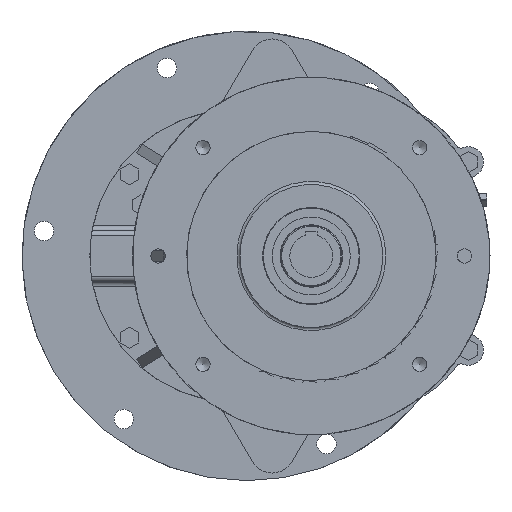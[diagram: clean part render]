
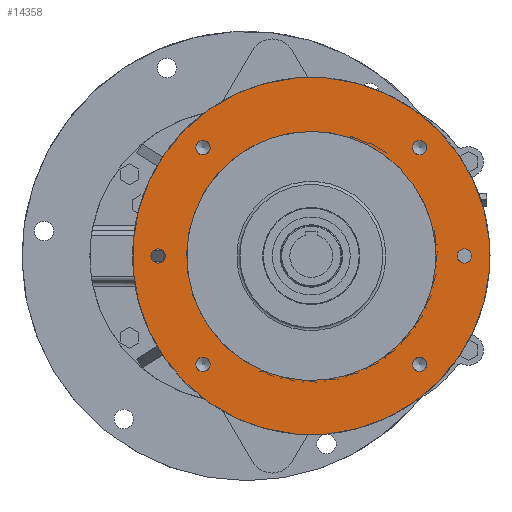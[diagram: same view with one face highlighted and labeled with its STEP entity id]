
A CAD part, left-side view. The second image highlights one B-rep face of the part: STEP entity #14358.
In plain terms, the highlighted planar face has unit normal (-1, 0, 0).
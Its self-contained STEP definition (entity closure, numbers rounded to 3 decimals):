
#652 = AXIS2_PLACEMENT_3D ( 'NONE', #2206, #1612, #15847 ) ;
#670 = EDGE_LOOP ( 'NONE', ( #14720 ) ) ;
#1612 = DIRECTION ( 'NONE',  ( -1., 0., 0. ) ) ;
#1687 = DIRECTION ( 'NONE',  ( -1., 0., 0. ) ) ;
#1811 = CIRCLE ( 'NONE', #4279, 7. ) ;
#1990 = FACE_OUTER_BOUND ( 'NONE', #4316, .T. ) ;
#2206 = CARTESIAN_POINT ( 'NONE',  ( -379.5, -169.341, 106.066 ) ) ;
#2394 = EDGE_LOOP ( 'NONE', ( #25290 ) ) ;
#2943 = DIRECTION ( 'NONE',  ( 0., -0.707, 0.707 ) ) ;
#3409 = CARTESIAN_POINT ( 'NONE',  ( -379.5, -174.291, -101.116 ) ) ;
#3689 = ORIENTED_EDGE ( 'NONE', *, *, #25324, .F. ) ;
#4059 = AXIS2_PLACEMENT_3D ( 'NONE', #17363, #24460, #2943 ) ;
#4112 = ORIENTED_EDGE ( 'NONE', *, *, #8339, .F. ) ;
#4279 = AXIS2_PLACEMENT_3D ( 'NONE', #12991, #1687, #29540 ) ;
#4316 = EDGE_LOOP ( 'NONE', ( #20809 ) ) ;
#4590 = VERTEX_POINT ( 'NONE', #15791 ) ;
#5335 = VERTEX_POINT ( 'NONE', #19615 ) ;
#5380 = AXIS2_PLACEMENT_3D ( 'NONE', #6949, #7555, #19044 ) ;
#5567 = VERTEX_POINT ( 'NONE', #20295 ) ;
#5924 = DIRECTION ( 'NONE',  ( -1., 0., 0. ) ) ;
#6063 = EDGE_LOOP ( 'NONE', ( #4112 ) ) ;
#6511 = CIRCLE ( 'NONE', #12438, 175. ) ;
#6708 = AXIS2_PLACEMENT_3D ( 'NONE', #13740, #18562, #13905 ) ;
#6773 = DIRECTION ( 'NONE',  ( -1., 0., 0. ) ) ;
#6949 = CARTESIAN_POINT ( 'NONE',  ( -379.5, -63.275, 0. ) ) ;
#7186 = CARTESIAN_POINT ( 'NONE',  ( -379.5, 37.841, 111.016 ) ) ;
#7294 = DIRECTION ( 'NONE',  ( -1., 0., 0. ) ) ;
#7399 = DIRECTION ( 'NONE',  ( 0., -0.707, 0.707 ) ) ;
#7555 = DIRECTION ( 'NONE',  ( -1., 0., 0. ) ) ;
#8339 = EDGE_CURVE ( 'NONE', #29249, #29249, #1811, .T. ) ;
#8374 = CIRCLE ( 'NONE', #10349, 7. ) ;
#9103 = CARTESIAN_POINT ( 'NONE',  ( -379.5, -213.275, 0. ) ) ;
#9326 = CARTESIAN_POINT ( 'NONE',  ( -379.5, 86.725, 0. ) ) ;
#9367 = VERTEX_POINT ( 'NONE', #25077 ) ;
#10307 = VERTEX_POINT ( 'NONE', #14934 ) ;
#10349 = AXIS2_PLACEMENT_3D ( 'NONE', #28616, #19363, #7399 ) ;
#10459 = VERTEX_POINT ( 'NONE', #29016 ) ;
#11435 = FACE_BOUND ( 'NONE', #670, .T. ) ;
#12438 = AXIS2_PLACEMENT_3D ( 'NONE', #18329, #5924, #13348 ) ;
#12841 = EDGE_CURVE ( 'NONE', #5567, #5567, #20480, .T. ) ;
#12991 = CARTESIAN_POINT ( 'NONE',  ( -379.5, -169.341, -106.066 ) ) ;
#13270 = EDGE_LOOP ( 'NONE', ( #3689 ) ) ;
#13348 = DIRECTION ( 'NONE',  ( 0., -0.707, 0.707 ) ) ;
#13428 = CIRCLE ( 'NONE', #4059, 7. ) ;
#13740 = CARTESIAN_POINT ( 'NONE',  ( -379.5, -187.019, -123.744 ) ) ;
#13905 = DIRECTION ( 'NONE',  ( 0., -0.707, 0.707 ) ) ;
#14358 = ADVANCED_FACE ( 'NONE', ( #25502, #23356, #23035, #16231, #25650, #20911, #1990, #11435 ), #30165, .T. ) ;
#14378 = EDGE_CURVE ( 'NONE', #9367, #9367, #24497, .T. ) ;
#14720 = ORIENTED_EDGE ( 'NONE', *, *, #26962, .F. ) ;
#14934 = CARTESIAN_POINT ( 'NONE',  ( -379.5, -63.275, 122. ) ) ;
#15372 = EDGE_LOOP ( 'NONE', ( #25859 ) ) ;
#15791 = CARTESIAN_POINT ( 'NONE',  ( -379.5, -187.019, 123.744 ) ) ;
#15792 = CIRCLE ( 'NONE', #5380, 122. ) ;
#15847 = DIRECTION ( 'NONE',  ( 0., -0.707, 0.707 ) ) ;
#16231 = FACE_BOUND ( 'NONE', #25376, .T. ) ;
#16398 = DIRECTION ( 'NONE',  ( 0., -0.707, 0.707 ) ) ;
#17363 = CARTESIAN_POINT ( 'NONE',  ( -379.5, 42.791, 106.066 ) ) ;
#18329 = CARTESIAN_POINT ( 'NONE',  ( -379.5, -63.275, 0. ) ) ;
#18562 = DIRECTION ( 'NONE',  ( -1., 0., 0. ) ) ;
#18943 = DIRECTION ( 'NONE',  ( 0., -0.707, 0.707 ) ) ;
#19044 = DIRECTION ( 'NONE',  ( 0., 0., 1. ) ) ;
#19363 = DIRECTION ( 'NONE',  ( -1., 0., 0. ) ) ;
#19615 = CARTESIAN_POINT ( 'NONE',  ( -379.5, 37.841, -101.116 ) ) ;
#20295 = CARTESIAN_POINT ( 'NONE',  ( -379.5, 81.775, 4.95 ) ) ;
#20480 = CIRCLE ( 'NONE', #29348, 7. ) ;
#20809 = ORIENTED_EDGE ( 'NONE', *, *, #21077, .T. ) ;
#20911 = FACE_BOUND ( 'NONE', #2394, .T. ) ;
#21077 = EDGE_CURVE ( 'NONE', #4590, #4590, #6511, .T. ) ;
#22267 = EDGE_LOOP ( 'NONE', ( #28927 ) ) ;
#23035 = FACE_BOUND ( 'NONE', #15372, .T. ) ;
#23356 = FACE_BOUND ( 'NONE', #6063, .T. ) ;
#23934 = ORIENTED_EDGE ( 'NONE', *, *, #14378, .F. ) ;
#24460 = DIRECTION ( 'NONE',  ( -1., 0., 0. ) ) ;
#24463 = EDGE_CURVE ( 'NONE', #28559, #28559, #13428, .T. ) ;
#24497 = CIRCLE ( 'NONE', #27968, 7. ) ;
#25077 = CARTESIAN_POINT ( 'NONE',  ( -379.5, -218.225, 4.95 ) ) ;
#25290 = ORIENTED_EDGE ( 'NONE', *, *, #24463, .F. ) ;
#25324 = EDGE_CURVE ( 'NONE', #10459, #10459, #27337, .T. ) ;
#25376 = EDGE_LOOP ( 'NONE', ( #23934 ) ) ;
#25502 = FACE_BOUND ( 'NONE', #22267, .T. ) ;
#25650 = FACE_BOUND ( 'NONE', #13270, .T. ) ;
#25859 = ORIENTED_EDGE ( 'NONE', *, *, #12841, .F. ) ;
#26909 = EDGE_CURVE ( 'NONE', #5335, #5335, #8374, .T. ) ;
#26962 = EDGE_CURVE ( 'NONE', #10307, #10307, #15792, .T. ) ;
#27337 = CIRCLE ( 'NONE', #652, 7. ) ;
#27968 = AXIS2_PLACEMENT_3D ( 'NONE', #9103, #6773, #16398 ) ;
#28559 = VERTEX_POINT ( 'NONE', #7186 ) ;
#28616 = CARTESIAN_POINT ( 'NONE',  ( -379.5, 42.791, -106.066 ) ) ;
#28927 = ORIENTED_EDGE ( 'NONE', *, *, #26909, .F. ) ;
#29016 = CARTESIAN_POINT ( 'NONE',  ( -379.5, -174.291, 111.016 ) ) ;
#29249 = VERTEX_POINT ( 'NONE', #3409 ) ;
#29348 = AXIS2_PLACEMENT_3D ( 'NONE', #9326, #7294, #18943 ) ;
#29540 = DIRECTION ( 'NONE',  ( 0., -0.707, 0.707 ) ) ;
#30165 = PLANE ( 'NONE',  #6708 ) ;
